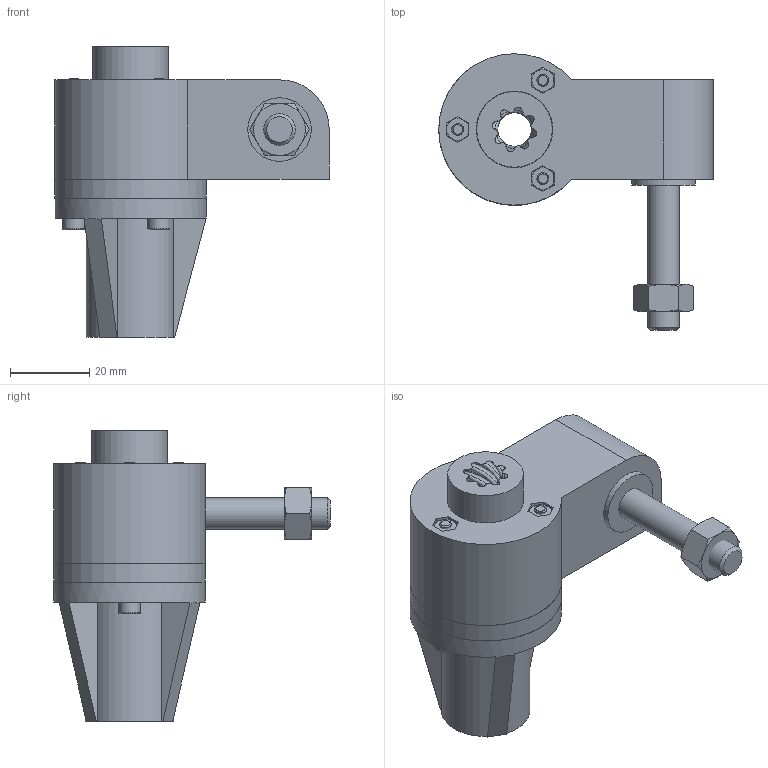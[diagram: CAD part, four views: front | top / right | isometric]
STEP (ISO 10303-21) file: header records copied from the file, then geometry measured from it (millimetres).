
FILE_DESCRIPTION((''),'2;1');
FILE_NAME('SHOULDER.iam.step','2013-12-08T06:24:24',(''),(''),'Autodesk Inventor 2013','Autodesk Inventor 2013','');
FILE_SCHEMA(('AUTOMOTIVE_DESIGN { 1 0 10303 214 1 1 1 1 }'));
Products named in the file (9): SHOULDER; M3 NUT; M8x55; M8 WASHER; M8 NUT; GUIDE; M3x35; LEAD NUT
Assembly tree (12 placements, depth 2):
  SHOULDER
    SHOULDER
    M3 NUT  x3
    M8x55
    M8 WASHER
    M8 NUT
    GUIDE
    M3x35  x3
    LEAD NUT
Bounding box: 69.05 x 69.55 x 73.1 mm (x, y, z)
Volume: 70900.6 mm3; surface area: 28922.5 mm2
Topology: 12 solids, 12 shells, 253 faces, 592 edges, 372 vertices
Faces by surface type: plane 120, cone 69, cylinder 33, bspline 24, torus 7
Full cylindrical faces by diameter (mm): 1.221 x4, 3 x3, 3.2 x3, 3.5 x3, 5.156 x3, 5.5 x3, 8 x1, 8.2 x2, 11.213 x1, 16 x1, 19.05 x1, 19.25 x1, 38.1 x2
Entity records: 9194 total; most frequent: CARTESIAN_POINT 5099, ORIENTED_EDGE 776, DIRECTION 744, EDGE_CURVE 388, AXIS2_PLACEMENT_3D 296, VERTEX_POINT 266, EDGE_LOOP 248, FACE_OUTER_BOUND 177
